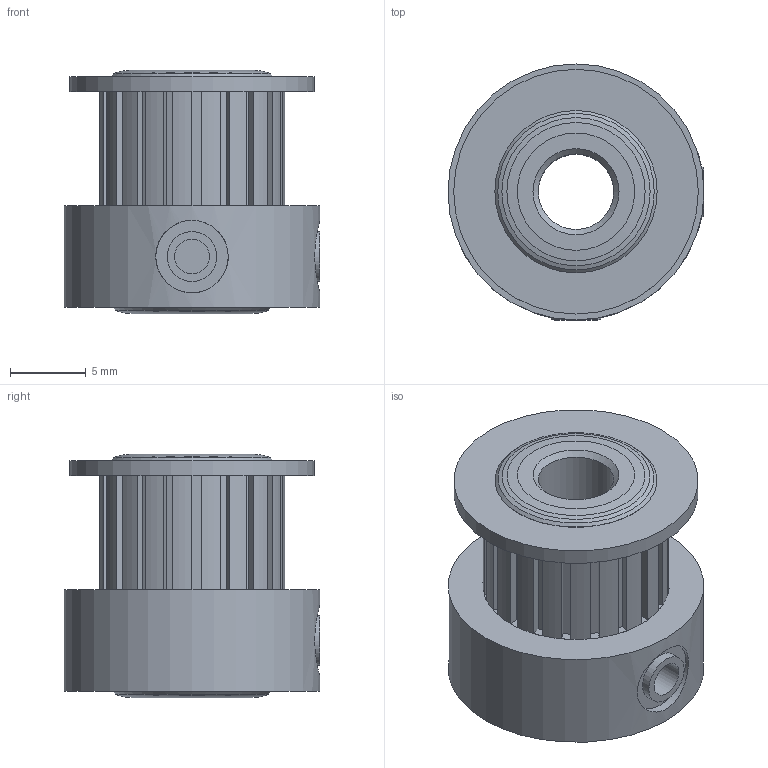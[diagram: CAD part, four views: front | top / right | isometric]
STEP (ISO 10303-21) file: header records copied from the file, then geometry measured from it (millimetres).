
FILE_DESCRIPTION(('FreeCAD Model'),'2;1');
FILE_NAME('GT2 Pulley 20T 5mm Bore.stp', '2014-10-28T14:36:25',('FreeCAD'),('FreeCAD'), 'Open CASCADE STEP processor 6.6','FreeCAD','Unknown');
FILE_SCHEMA(('AUTOMOTIVE_DESIGN_CC2 { 1 2 10303 214 -1 1 5 4 }'));
Length unit declared in the file: millimetre
Products named in the file (1): GT2_Pulley_20T_5mm_Bore
Bounding box: 16.95 x 16.95 x 16.15 mm (x, y, z)
Volume: 2284.4 mm3; surface area: 1789.3 mm2
Topology: 1 solids, 1 shells, 193 faces, 417 edges, 235 vertices
Faces by surface type: plane 152, cylinder 31, cone 10
Full cylindrical faces by diameter (mm): 2.3 x2, 3.3 x2, 4.8 x2, 5 x1, 10.5 x1, 10.75 x1, 16.2 x1, 16.95 x1
Entity records: 11061 total; most frequent: CARTESIAN_POINT 2535, DIRECTION 1621, LINE 926, VECTOR 926, ORIENTED_EDGE 834, PCURVE 834, DEFINITIONAL_REPRESENTATION 834, EDGE_CURVE 417
